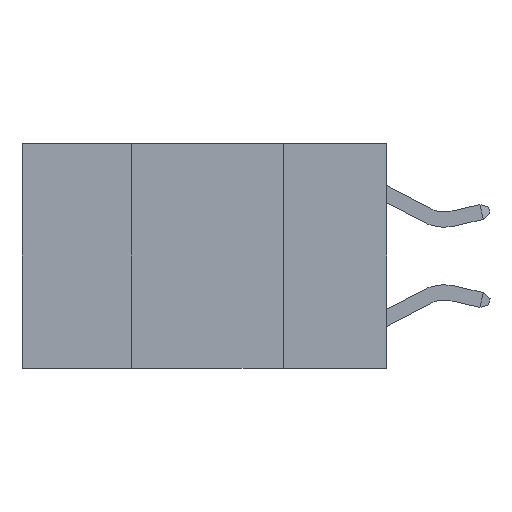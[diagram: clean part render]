
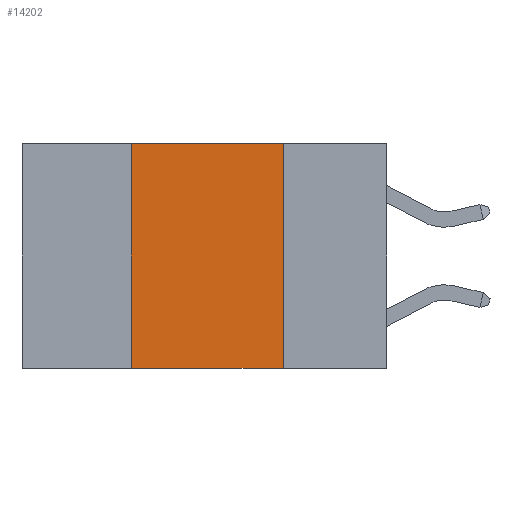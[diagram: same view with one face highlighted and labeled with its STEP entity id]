
A CAD part, left-side view. The second image highlights one B-rep face of the part: STEP entity #14202.
In plain terms, the highlighted planar face has unit normal (-1, 0, 0).
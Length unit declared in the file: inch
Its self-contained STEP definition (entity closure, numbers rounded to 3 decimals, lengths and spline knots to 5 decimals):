
#3 = EDGE_LOOP ( 'NONE', ( #16849, #17376, #21842, #8814 ) ) ;
#58 = DIRECTION ( 'NONE',  ( 0., -1., 0. ) ) ;
#163 = VERTEX_POINT ( 'NONE', #973 ) ;
#698 = EDGE_CURVE ( 'NONE', #12438, #7785, #13621, .T. ) ;
#972 = VECTOR ( 'NONE', #20486, 39.37008 ) ;
#973 = CARTESIAN_POINT ( 'NONE',  ( 0., 0.42, 0. ) ) ;
#1659 = FACE_OUTER_BOUND ( 'NONE', #3, .T. ) ;
#1840 = EDGE_CURVE ( 'NONE', #3895, #7785, #9246, .T. ) ;
#3007 = EDGE_CURVE ( 'NONE', #12438, #163, #14063, .T. ) ;
#3101 = DIRECTION ( 'NONE',  ( 1., 0., 0. ) ) ;
#3895 = VERTEX_POINT ( 'NONE', #18601 ) ;
#4358 = DIRECTION ( 'NONE',  ( 0., 0., 1. ) ) ;
#5550 = CARTESIAN_POINT ( 'NONE',  ( 0., 0.17, -0.37 ) ) ;
#5771 = VECTOR ( 'NONE', #15294, 39.37008 ) ;
#7626 = EDGE_CURVE ( 'NONE', #163, #3895, #13536, .T. ) ;
#7785 = VERTEX_POINT ( 'NONE', #5550 ) ;
#8172 = PLANE ( 'NONE',  #14736 ) ;
#8435 = CARTESIAN_POINT ( 'NONE',  ( 0., 0.17, 0. ) ) ;
#8814 = ORIENTED_EDGE ( 'NONE', *, *, #698, .T. ) ;
#8937 = VECTOR ( 'NONE', #58, 39.37008 ) ;
#9246 = LINE ( 'NONE', #8435, #5771 ) ;
#12438 = VERTEX_POINT ( 'NONE', #20019 ) ;
#13397 = CARTESIAN_POINT ( 'NONE',  ( 0., 0.6, 0. ) ) ;
#13536 = LINE ( 'NONE', #15466, #8937 ) ;
#13621 = LINE ( 'NONE', #20036, #972 ) ;
#14063 = LINE ( 'NONE', #16351, #14596 ) ;
#14202 = ADVANCED_FACE ( 'NONE', ( #1659 ), #8172, .F. ) ;
#14596 = VECTOR ( 'NONE', #4358, 39.37008 ) ;
#14736 = AXIS2_PLACEMENT_3D ( 'NONE', #13397, #3101, #15119 ) ;
#15119 = DIRECTION ( 'NONE',  ( 0., 0., -1. ) ) ;
#15294 = DIRECTION ( 'NONE',  ( 0., 0., -1. ) ) ;
#15466 = CARTESIAN_POINT ( 'NONE',  ( 0., 0.6, 0. ) ) ;
#16351 = CARTESIAN_POINT ( 'NONE',  ( 0., 0.42, 0. ) ) ;
#16849 = ORIENTED_EDGE ( 'NONE', *, *, #1840, .F. ) ;
#17376 = ORIENTED_EDGE ( 'NONE', *, *, #7626, .F. ) ;
#18601 = CARTESIAN_POINT ( 'NONE',  ( 0., 0.17, 0. ) ) ;
#20019 = CARTESIAN_POINT ( 'NONE',  ( 0., 0.42, -0.37 ) ) ;
#20036 = CARTESIAN_POINT ( 'NONE',  ( 0., 0.6, -0.37 ) ) ;
#20486 = DIRECTION ( 'NONE',  ( 0., -1., 0. ) ) ;
#21842 = ORIENTED_EDGE ( 'NONE', *, *, #3007, .F. ) ;
